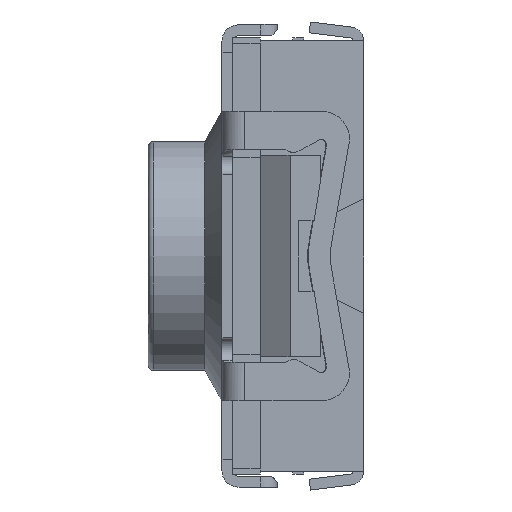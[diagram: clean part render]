
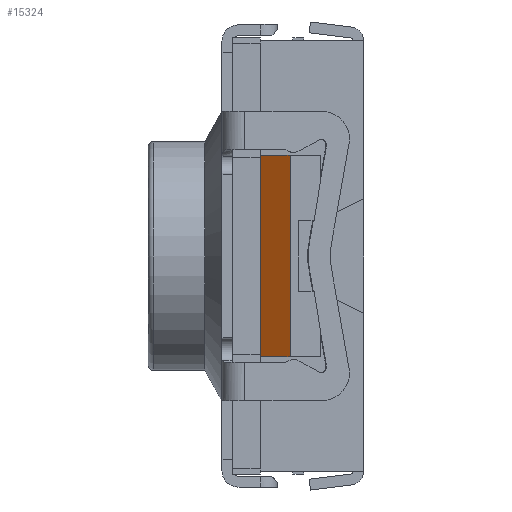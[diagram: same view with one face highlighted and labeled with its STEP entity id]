
A CAD part, left-side view. The second image highlights one B-rep face of the part: STEP entity #15324.
In plain terms, the highlighted planar face has unit normal (-0.809, 0.588, 0).
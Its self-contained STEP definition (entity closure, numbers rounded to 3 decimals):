
#1841 = PLANE('',#1842);
#1842 = AXIS2_PLACEMENT_3D('',#1843,#1844,#1845);
#1843 = CARTESIAN_POINT('',(0.,1.9,0.));
#1844 = DIRECTION('',(0.,1.,0.));
#1845 = DIRECTION('',(1.,0.,0.));
#6618 = VERTEX_POINT('',#6619);
#6619 = CARTESIAN_POINT('',(-3.8,1.9,1.85
    ));
#6656 = PLANE('',#6657);
#6657 = AXIS2_PLACEMENT_3D('',#6658,#6659,#6660);
#6658 = CARTESIAN_POINT('',(0.,0.,1.85));
#6659 = DIRECTION('',(0.,0.,1.));
#6660 = DIRECTION('',(1.,0.,0.));
#6865 = VERTEX_POINT('',#6866);
#6866 = CARTESIAN_POINT('',(-3.8,1.9,
    -1.85));
#6880 = PLANE('',#6881);
#6881 = AXIS2_PLACEMENT_3D('',#6882,#6883,#6884);
#6882 = CARTESIAN_POINT('',(0.,0.,-1.85));
#6883 = DIRECTION('',(0.,0.,1.));
#6884 = DIRECTION('',(1.,0.,0.));
#8129 = PLANE('',#8130);
#8130 = AXIS2_PLACEMENT_3D('',#8131,#8132,#8133);
#8131 = CARTESIAN_POINT('',(-4.2,1.29,-1.85));
#8132 = DIRECTION('',(-1.,0.,0.));
#8133 = DIRECTION('',(0.,0.,1.));
#15324 = ADVANCED_FACE('',(#15325),#15337,.F.);
#15325 = FACE_BOUND('',#15326,.T.);
#15326 = EDGE_LOOP('',(#15327,#15355,#15378,#15399));
#15327 = ORIENTED_EDGE('',*,*,#15328,.T.);
#15328 = EDGE_CURVE('',#6865,#15329,#15331,.T.);
#15329 = VERTEX_POINT('',#15330);
#15330 = CARTESIAN_POINT('',(-4.2,1.35,
    -1.85));
#15331 = SURFACE_CURVE('',#15332,(#15336,#15348),.PCURVE_S1.);
#15332 = LINE('',#15333,#15334);
#15333 = CARTESIAN_POINT('',(-3.8,1.9,-1.85
    ));
#15334 = VECTOR('',#15335,1.);
#15335 = DIRECTION('',(-0.588,-0.809,0.));
#15336 = PCURVE('',#15337,#15342);
#15337 = PLANE('',#15338);
#15338 = AXIS2_PLACEMENT_3D('',#15339,#15340,#15341);
#15339 = CARTESIAN_POINT('',(-4.2,1.35,-2.));
#15340 = DIRECTION('',(0.809,-0.588,0.));
#15341 = DIRECTION('',(0.,0.,-1.));
#15342 = DEFINITIONAL_REPRESENTATION('',(#15343),#15347);
#15343 = LINE('',#15344,#15345);
#15344 = CARTESIAN_POINT('',(-0.15,0.68));
#15345 = VECTOR('',#15346,1.);
#15346 = DIRECTION('',(0.,-1.));
#15347 = ( GEOMETRIC_REPRESENTATION_CONTEXT(2) 
PARAMETRIC_REPRESENTATION_CONTEXT() REPRESENTATION_CONTEXT('2D SPACE',''
  ) );
#15348 = PCURVE('',#6880,#15349);
#15349 = DEFINITIONAL_REPRESENTATION('',(#15350),#15354);
#15350 = LINE('',#15351,#15352);
#15351 = CARTESIAN_POINT('',(-3.8,1.9));
#15352 = VECTOR('',#15353,1.);
#15353 = DIRECTION('',(-0.588,-0.809));
#15354 = ( GEOMETRIC_REPRESENTATION_CONTEXT(2) 
PARAMETRIC_REPRESENTATION_CONTEXT() REPRESENTATION_CONTEXT('2D SPACE',''
  ) );
#15355 = ORIENTED_EDGE('',*,*,#15356,.F.);
#15356 = EDGE_CURVE('',#15357,#15329,#15359,.T.);
#15357 = VERTEX_POINT('',#15358);
#15358 = CARTESIAN_POINT('',(-4.2,1.35,1.85
    ));
#15359 = SURFACE_CURVE('',#15360,(#15364,#15371),.PCURVE_S1.);
#15360 = LINE('',#15361,#15362);
#15361 = CARTESIAN_POINT('',(-4.2,1.35,1.85)
  );
#15362 = VECTOR('',#15363,1.);
#15363 = DIRECTION('',(0.,0.,-1.));
#15364 = PCURVE('',#15337,#15365);
#15365 = DEFINITIONAL_REPRESENTATION('',(#15366),#15370);
#15366 = LINE('',#15367,#15368);
#15367 = CARTESIAN_POINT('',(-3.85,0.));
#15368 = VECTOR('',#15369,1.);
#15369 = DIRECTION('',(1.,0.));
#15370 = ( GEOMETRIC_REPRESENTATION_CONTEXT(2) 
PARAMETRIC_REPRESENTATION_CONTEXT() REPRESENTATION_CONTEXT('2D SPACE',''
  ) );
#15371 = PCURVE('',#8129,#15372);
#15372 = DEFINITIONAL_REPRESENTATION('',(#15373),#15377);
#15373 = LINE('',#15374,#15375);
#15374 = CARTESIAN_POINT('',(3.7,0.06));
#15375 = VECTOR('',#15376,1.);
#15376 = DIRECTION('',(-1.,0.));
#15377 = ( GEOMETRIC_REPRESENTATION_CONTEXT(2) 
PARAMETRIC_REPRESENTATION_CONTEXT() REPRESENTATION_CONTEXT('2D SPACE',''
  ) );
#15378 = ORIENTED_EDGE('',*,*,#15379,.T.);
#15379 = EDGE_CURVE('',#15357,#6618,#15380,.T.);
#15380 = SURFACE_CURVE('',#15381,(#15385,#15392),.PCURVE_S1.);
#15381 = LINE('',#15382,#15383);
#15382 = CARTESIAN_POINT('',(-4.2,1.35,1.85)
  );
#15383 = VECTOR('',#15384,1.);
#15384 = DIRECTION('',(0.588,0.809,0.));
#15385 = PCURVE('',#15337,#15386);
#15386 = DEFINITIONAL_REPRESENTATION('',(#15387),#15391);
#15387 = LINE('',#15388,#15389);
#15388 = CARTESIAN_POINT('',(-3.85,0.));
#15389 = VECTOR('',#15390,1.);
#15390 = DIRECTION('',(0.,1.));
#15391 = ( GEOMETRIC_REPRESENTATION_CONTEXT(2) 
PARAMETRIC_REPRESENTATION_CONTEXT() REPRESENTATION_CONTEXT('2D SPACE',''
  ) );
#15392 = PCURVE('',#6656,#15393);
#15393 = DEFINITIONAL_REPRESENTATION('',(#15394),#15398);
#15394 = LINE('',#15395,#15396);
#15395 = CARTESIAN_POINT('',(-4.2,1.35));
#15396 = VECTOR('',#15397,1.);
#15397 = DIRECTION('',(0.588,0.809));
#15398 = ( GEOMETRIC_REPRESENTATION_CONTEXT(2) 
PARAMETRIC_REPRESENTATION_CONTEXT() REPRESENTATION_CONTEXT('2D SPACE',''
  ) );
#15399 = ORIENTED_EDGE('',*,*,#15400,.F.);
#15400 = EDGE_CURVE('',#6865,#6618,#15401,.T.);
#15401 = SURFACE_CURVE('',#15402,(#15406,#15413),.PCURVE_S1.);
#15402 = LINE('',#15403,#15404);
#15403 = CARTESIAN_POINT('',(-3.8,1.9,-1.85
    ));
#15404 = VECTOR('',#15405,1.);
#15405 = DIRECTION('',(0.,0.,1.));
#15406 = PCURVE('',#15337,#15407);
#15407 = DEFINITIONAL_REPRESENTATION('',(#15408),#15412);
#15408 = LINE('',#15409,#15410);
#15409 = CARTESIAN_POINT('',(-0.15,0.68));
#15410 = VECTOR('',#15411,1.);
#15411 = DIRECTION('',(-1.,0.));
#15412 = ( GEOMETRIC_REPRESENTATION_CONTEXT(2) 
PARAMETRIC_REPRESENTATION_CONTEXT() REPRESENTATION_CONTEXT('2D SPACE',''
  ) );
#15413 = PCURVE('',#1841,#15414);
#15414 = DEFINITIONAL_REPRESENTATION('',(#15415),#15419);
#15415 = LINE('',#15416,#15417);
#15416 = CARTESIAN_POINT('',(-3.8,1.85));
#15417 = VECTOR('',#15418,1.);
#15418 = DIRECTION('',(0.,-1.));
#15419 = ( GEOMETRIC_REPRESENTATION_CONTEXT(2) 
PARAMETRIC_REPRESENTATION_CONTEXT() REPRESENTATION_CONTEXT('2D SPACE',''
  ) );
